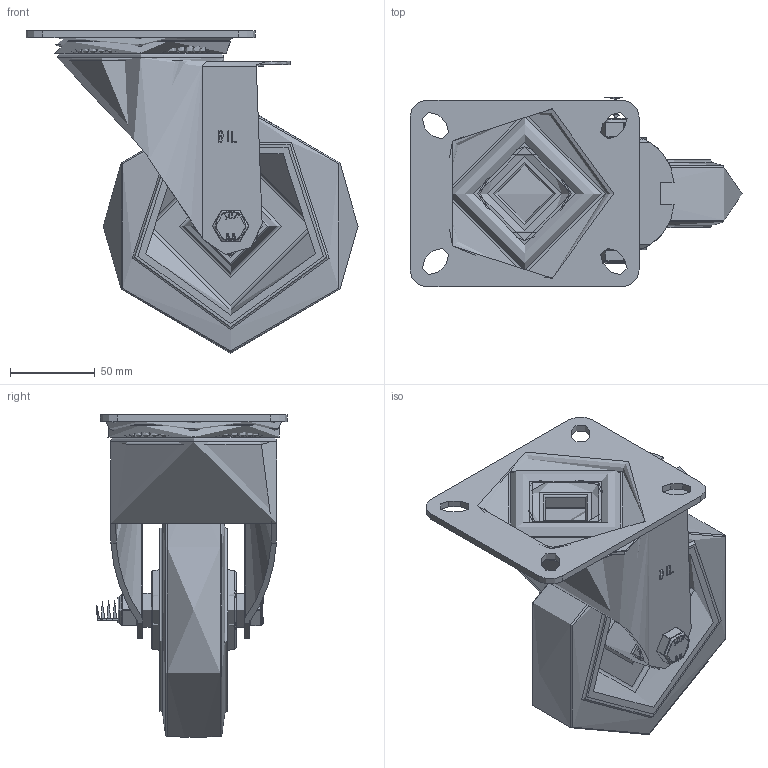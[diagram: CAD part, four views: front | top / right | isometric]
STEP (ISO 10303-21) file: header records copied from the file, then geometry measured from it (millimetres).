
FILE_DESCRIPTION(/* description */ (''),/* implementation_level */ '2;1');
FILE_NAME(/* name */ 'BZMM150SRNBJ.step',/* time_stamp */ '2024-08-07T10:45:28+01:00',/* author */ (''),/* organization */ (''),/* preprocessor_version */ 'ST-DEVELOPER v20',/* originating_system */ 'Autodesk Translation Framework v13.14.0.145',/* authorisation */ '');
FILE_SCHEMA (('AUTOMOTIVE_DESIGN { 1 0 10303 214 3 1 1 }'));
Products named in the file (38): BZMM150SRNBJ; BZMM150AS - 2 v3; ZINC PLATED, PRESSED STEEL TOP PLATE; ZINC PLATED, PRESSED STEEL TOP PLATE Geometry; BALL BEARINGS; Component1; ZINC PLATED, PRESSED STEEL FORKS; BEARING SEAL; BZMH150WSRNBJM15 v1; 65 SHORE A ELASTIC RUBBER TYRE; NYLON RIM; BEARING 6202; METAL; METAL2; Pattern; Component1 (1); MIDDLE; RUBBER; RUBBER2; BEARING 62022; METAL3; METAL4; Pattern2; Component12; MIDDLE2; RUBBER3; RUBBER4; BEARING SPACER; TH15X5X12 v1; ZINC PLATED HEADED SPACER; TH15X5X12 v1 (1); ZINC PLATED HEADED SPACER (1); HEXBOLTM12X90Z8.8 v2; GRADE 8.8 ZINC PLATED BOLT; NYLOCM12Z v1; NYLOC NUT; NUT; RUBBER (1)
Assembly tree (90 placements, depth 6):
  BZMM150SRNBJ
    BZMM150AS - 2 v3
      ZINC PLATED, PRESSED STEEL TOP PLATE
        ZINC PLATED, PRESSED STEEL TOP PLATE Geometry
        BALL BEARINGS
          Component1  x40
      ZINC PLATED, PRESSED STEEL FORKS
      BEARING SEAL
    BZMH150WSRNBJM15 v1
      65 SHORE A ELASTIC RUBBER TYRE
      NYLON RIM
      BEARING 6202
        METAL
        METAL2
        Pattern
          Component1 (1)  x8
        MIDDLE
        RUBBER
        RUBBER2
        BEARING 62022
          METAL3
          METAL4
          Pattern2
            Component12  x8
          MIDDLE2
          RUBBER3
          RUBBER4
      BEARING SPACER
    TH15X5X12 v1
      ZINC PLATED HEADED SPACER
    TH15X5X12 v1 (1)
      ZINC PLATED HEADED SPACER (1)
    HEXBOLTM12X90Z8.8 v2
      GRADE 8.8 ZINC PLATED BOLT
    NYLOCM12Z v1
      NYLOC NUT
        NUT
        RUBBER (1)
Bounding box: 195.5 x 112 x 189.92 mm (x, y, z)
Volume: 635373.7 mm3; surface area: 236224.3 mm2
Topology: 77 solids, 77 shells, 1104 faces, 2740 edges, 1809 vertices
Faces by surface type: plane 414, bspline 325, cylinder 207, sphere 106, torus 31, cone 21
Full cylindrical faces by diameter (mm): 9.836 x16, 11.834 x16, 12 x3, 12.2 x2, 12.5 x2, 14 x2, 14.8 x2, 15 x3, 17.75 x1, 18 x3, 18.5 x1, 20 x10, 22.5 x4, 23 x4, 29 x1, 30 x8, 30.5 x4, 31 x8, 32 x2, 33.75 x1, 35 x4, 39.75 x2, 50 x1, 78 x1, 92 x1, 98 x1, 115 x2
Entity records: 45907 total; most frequent: CARTESIAN_POINT 21511, ORIENTED_EDGE 5094, DIRECTION 4090, EDGE_CURVE 2547, VERTEX_POINT 1703, AXIS2_PLACEMENT_3D 1491, EDGE_LOOP 1294, LINE 1108
